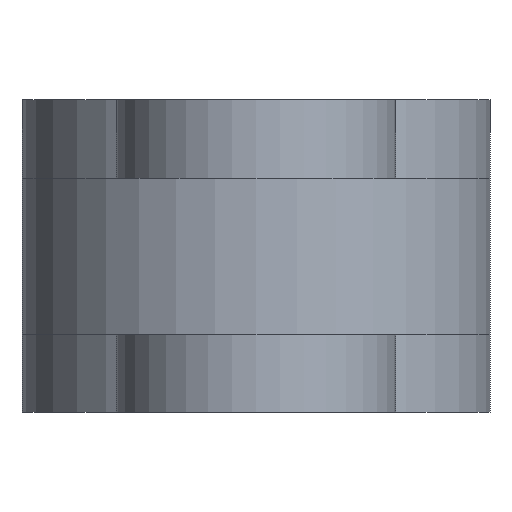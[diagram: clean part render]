
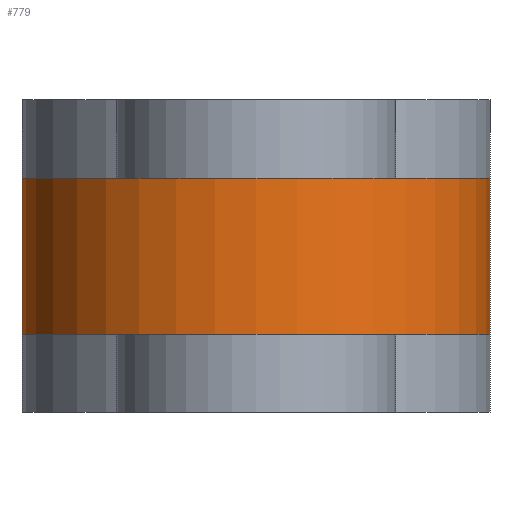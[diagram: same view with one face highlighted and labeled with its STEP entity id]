
A CAD part, front view. The second image highlights one B-rep face of the part: STEP entity #779.
In plain terms, the highlighted cylindrical face has radius 15 mm (diameter 30 mm), a partial arc.
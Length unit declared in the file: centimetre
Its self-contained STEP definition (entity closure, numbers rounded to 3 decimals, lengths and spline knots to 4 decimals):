
#9 = CARTESIAN_POINT ( 'NONE',  ( 1.5, 0., 0.5 ) ) ;
#20 = VERTEX_POINT ( 'NONE', #464 ) ;
#66 = VECTOR ( 'NONE', #716, 100. ) ;
#69 = DIRECTION ( 'NONE',  ( 0., 0., -1. ) ) ;
#71 = EDGE_LOOP ( 'NONE', ( #230, #295, #320, #224 ) ) ;
#121 = AXIS2_PLACEMENT_3D ( 'NONE', #453, #698, #123 ) ;
#123 = DIRECTION ( 'NONE',  ( 1., 0., 0. ) ) ;
#179 = CIRCLE ( 'NONE', #370, 1.5 ) ;
#182 = FACE_OUTER_BOUND ( 'NONE', #71, .T. ) ;
#188 = LINE ( 'NONE', #379, #66 ) ;
#191 = CARTESIAN_POINT ( 'NONE',  ( 1.5, 0., 1. ) ) ;
#224 = ORIENTED_EDGE ( 'NONE', *, *, #443, .F. ) ;
#230 = ORIENTED_EDGE ( 'NONE', *, *, #262, .F. ) ;
#235 = VERTEX_POINT ( 'NONE', #436 ) ;
#243 = CARTESIAN_POINT ( 'NONE',  ( 0., 0., 1. ) ) ;
#262 = EDGE_CURVE ( 'NONE', #389, #451, #688, .T. ) ;
#295 = ORIENTED_EDGE ( 'NONE', *, *, #428, .T. ) ;
#319 = DIRECTION ( 'NONE',  ( 1., 0., 0. ) ) ;
#320 = ORIENTED_EDGE ( 'NONE', *, *, #400, .T. ) ;
#325 = CARTESIAN_POINT ( 'NONE',  ( 0., 0., -0.5 ) ) ;
#365 = CYLINDRICAL_SURFACE ( 'NONE', #387, 1.5 ) ;
#370 = AXIS2_PLACEMENT_3D ( 'NONE', #325, #503, #319 ) ;
#371 = DIRECTION ( 'NONE',  ( -1., 0., 0. ) ) ;
#379 = CARTESIAN_POINT ( 'NONE',  ( -1.5, 0., 1. ) ) ;
#387 = AXIS2_PLACEMENT_3D ( 'NONE', #243, #558, #371 ) ;
#389 = VERTEX_POINT ( 'NONE', #599 ) ;
#400 = EDGE_CURVE ( 'NONE', #235, #20, #179, .T. ) ;
#428 = EDGE_CURVE ( 'NONE', #389, #235, #188, .T. ) ;
#436 = CARTESIAN_POINT ( 'NONE',  ( -1.5, 0., -0.5 ) ) ;
#438 = LINE ( 'NONE', #191, #502 ) ;
#443 = EDGE_CURVE ( 'NONE', #451, #20, #438, .T. ) ;
#451 = VERTEX_POINT ( 'NONE', #9 ) ;
#453 = CARTESIAN_POINT ( 'NONE',  ( 0., 0., 0.5 ) ) ;
#464 = CARTESIAN_POINT ( 'NONE',  ( 1.5, 0., -0.5 ) ) ;
#502 = VECTOR ( 'NONE', #69, 100. ) ;
#503 = DIRECTION ( 'NONE',  ( 0., 0., 1. ) ) ;
#558 = DIRECTION ( 'NONE',  ( 0., 0., -1. ) ) ;
#599 = CARTESIAN_POINT ( 'NONE',  ( -1.5, 0., 0.5 ) ) ;
#688 = CIRCLE ( 'NONE', #121, 1.5 ) ;
#698 = DIRECTION ( 'NONE',  ( 0., 0., 1. ) ) ;
#716 = DIRECTION ( 'NONE',  ( 0., 0., -1. ) ) ;
#779 = ADVANCED_FACE ( 'NONE', ( #182 ), #365, .T. ) ;
